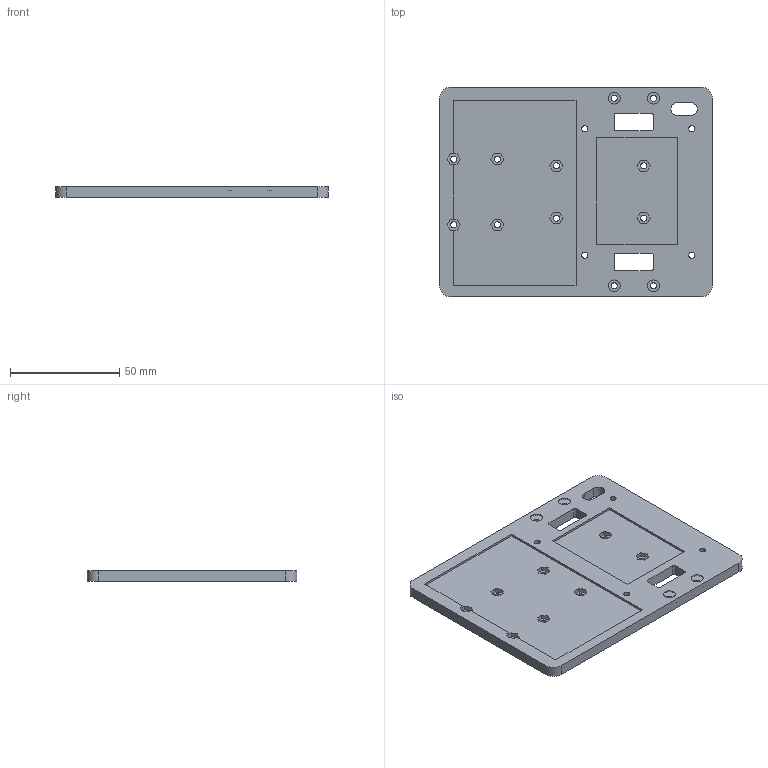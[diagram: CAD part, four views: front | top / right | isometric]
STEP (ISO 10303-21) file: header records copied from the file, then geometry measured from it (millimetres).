
FILE_DESCRIPTION(('FreeCAD Model'),'2;1');
FILE_NAME('Open CASCADE Shape Model','2025-10-05T16:17:39',('Author'),( ''),'Open CASCADE STEP processor 7.8','FreeCAD','Unknown');
FILE_SCHEMA(('AUTOMOTIVE_DESIGN { 1 0 10303 214 1 1 1 1 }'));
Length unit declared in the file: millimetre
Products named in the file (1): Base
Bounding box: 125 x 96 x 5 mm (x, y, z)
Volume: 50383.6 mm3; surface area: 27577.6 mm2
Topology: 1 solids, 1 shells, 150 faces, 396 edges, 264 vertices
Faces by surface type: plane 116, cylinder 30, cone 4
Full cylindrical faces by diameter (mm): 2.8 x16
Entity records: 4702 total; most frequent: CARTESIAN_POINT 815, ORIENTED_EDGE 792, DIRECTION 762, EDGE_CURVE 396, LINE 324, VECTOR 324, VERTEX_POINT 264, AXIS2_PLACEMENT_3D 219
